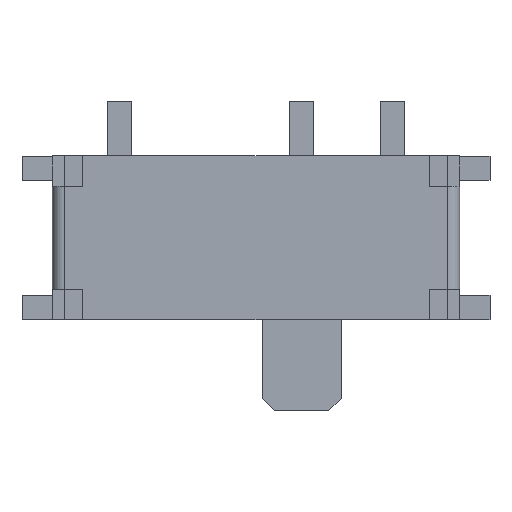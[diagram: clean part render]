
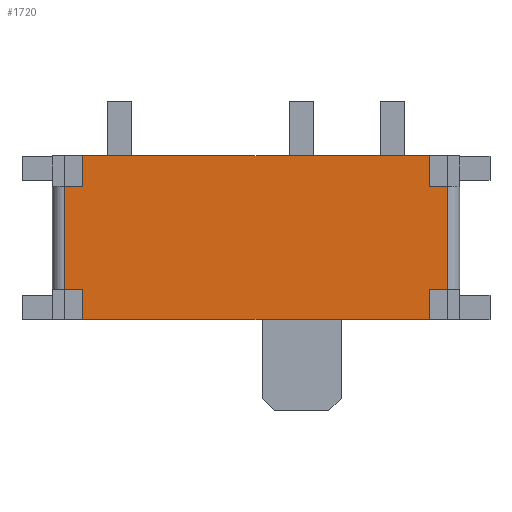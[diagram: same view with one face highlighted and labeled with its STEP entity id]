
A CAD part, top view. The second image highlights one B-rep face of the part: STEP entity #1720.
In plain terms, the highlighted planar face has unit normal (0, 0, 1).
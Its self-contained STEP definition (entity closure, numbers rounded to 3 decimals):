
#1142=CARTESIAN_POINT('',(-2.85,1.345,1.4));
#1143=VERTEX_POINT('',#1142);
#1158=CARTESIAN_POINT('',(-2.85,0.85,1.4));
#1159=VERTEX_POINT('',#1158);
#1166=CARTESIAN_POINT('',(-2.85,0.85,1.4));
#1167=DIRECTION('',(0.0,1.0,0.0));
#1168=VECTOR('',#1167,0.495);
#1169=LINE('',#1166,#1168);
#1170=EDGE_CURVE('',#1159,#1143,#1169,.T.);
#1180=CARTESIAN_POINT('',(2.85,1.345,1.4));
#1181=VERTEX_POINT('',#1180);
#1190=CARTESIAN_POINT('',(2.85,0.85,1.4));
#1191=VERTEX_POINT('',#1190);
#1192=CARTESIAN_POINT('',(2.85,0.85,1.4));
#1193=DIRECTION('',(0.0,1.0,0.0));
#1194=VECTOR('',#1193,0.495);
#1195=LINE('',#1192,#1194);
#1196=EDGE_CURVE('',#1191,#1181,#1195,.T.);
#1221=CARTESIAN_POINT('',(-2.85,1.345,1.4));
#1222=DIRECTION('',(1.0,0.0,0.0));
#1223=VECTOR('',#1222,5.7);
#1224=LINE('',#1221,#1223);
#1225=EDGE_CURVE('',#1143,#1181,#1224,.T.);
#1349=CARTESIAN_POINT('',(-3.15,0.85,1.4));
#1350=VERTEX_POINT('',#1349);
#1358=CARTESIAN_POINT('',(-2.85,0.85,1.4));
#1359=DIRECTION('',(-1.0,0.0,0.0));
#1360=VECTOR('',#1359,0.3);
#1361=LINE('',#1358,#1360);
#1362=EDGE_CURVE('',#1159,#1350,#1361,.T.);
#1437=CARTESIAN_POINT('',(3.15,0.85,1.4));
#1438=VERTEX_POINT('',#1437);
#1439=CARTESIAN_POINT('',(3.15,0.85,1.4));
#1440=DIRECTION('',(-1.0,0.0,0.0));
#1441=VECTOR('',#1440,0.3);
#1442=LINE('',#1439,#1441);
#1443=EDGE_CURVE('',#1438,#1191,#1442,.T.);
#1643=CARTESIAN_POINT('',(-3.15,-0.85,1.4));
#1644=VERTEX_POINT('',#1643);
#1652=CARTESIAN_POINT('',(-3.15,-0.85,1.4));
#1653=DIRECTION('',(0.0,1.0,0.0));
#1654=VECTOR('',#1653,1.7);
#1655=LINE('',#1652,#1654);
#1656=EDGE_CURVE('',#1644,#1350,#1655,.T.);
#1661=CARTESIAN_POINT('',(3.35,-0.85,1.4));
#1662=DIRECTION('',(0.0,0.0,1.0));
#1663=DIRECTION('',(1.0,0.0,0.0));
#1664=AXIS2_PLACEMENT_3D('',#1661,#1662,#1663);
#1665=PLANE('',#1664);
#1666=ORIENTED_EDGE('',*,*,#1656,.F.);
#1667=CARTESIAN_POINT('',(-2.85,-0.85,1.4));
#1668=VERTEX_POINT('',#1667);
#1669=CARTESIAN_POINT('',(-2.85,-0.85,1.4));
#1670=DIRECTION('',(-1.0,0.0,0.0));
#1671=VECTOR('',#1670,0.3);
#1672=LINE('',#1669,#1671);
#1673=EDGE_CURVE('',#1668,#1644,#1672,.T.);
#1674=ORIENTED_EDGE('',*,*,#1673,.F.);
#1675=CARTESIAN_POINT('',(-2.85,-1.345,1.4));
#1676=VERTEX_POINT('',#1675);
#1677=CARTESIAN_POINT('',(-2.85,-0.85,1.4));
#1678=DIRECTION('',(0.0,-1.0,0.0));
#1679=VECTOR('',#1678,0.495);
#1680=LINE('',#1677,#1679);
#1681=EDGE_CURVE('',#1668,#1676,#1680,.T.);
#1682=ORIENTED_EDGE('',*,*,#1681,.T.);
#1683=CARTESIAN_POINT('',(2.85,-1.345,1.4));
#1684=VERTEX_POINT('',#1683);
#1685=CARTESIAN_POINT('',(-2.85,-1.345,1.4));
#1686=DIRECTION('',(1.0,0.0,0.0));
#1687=VECTOR('',#1686,5.7);
#1688=LINE('',#1685,#1687);
#1689=EDGE_CURVE('',#1676,#1684,#1688,.T.);
#1690=ORIENTED_EDGE('',*,*,#1689,.T.);
#1691=CARTESIAN_POINT('',(2.85,-0.85,1.4));
#1692=VERTEX_POINT('',#1691);
#1693=CARTESIAN_POINT('',(2.85,-0.85,1.4));
#1694=DIRECTION('',(0.0,-1.0,0.0));
#1695=VECTOR('',#1694,0.495);
#1696=LINE('',#1693,#1695);
#1697=EDGE_CURVE('',#1692,#1684,#1696,.T.);
#1698=ORIENTED_EDGE('',*,*,#1697,.F.);
#1699=CARTESIAN_POINT('',(3.15,-0.85,1.4));
#1700=VERTEX_POINT('',#1699);
#1701=CARTESIAN_POINT('',(3.15,-0.85,1.4));
#1702=DIRECTION('',(-1.0,0.0,0.0));
#1703=VECTOR('',#1702,0.3);
#1704=LINE('',#1701,#1703);
#1705=EDGE_CURVE('',#1700,#1692,#1704,.T.);
#1706=ORIENTED_EDGE('',*,*,#1705,.F.);
#1707=CARTESIAN_POINT('',(3.15,0.85,1.4));
#1708=DIRECTION('',(0.0,-1.0,0.0));
#1709=VECTOR('',#1708,1.7);
#1710=LINE('',#1707,#1709);
#1711=EDGE_CURVE('',#1438,#1700,#1710,.T.);
#1712=ORIENTED_EDGE('',*,*,#1711,.F.);
#1713=ORIENTED_EDGE('',*,*,#1443,.T.);
#1714=ORIENTED_EDGE('',*,*,#1196,.T.);
#1715=ORIENTED_EDGE('',*,*,#1225,.F.);
#1716=ORIENTED_EDGE('',*,*,#1170,.F.);
#1717=ORIENTED_EDGE('',*,*,#1362,.T.);
#1718=EDGE_LOOP('',(#1666,#1674,#1682,#1690,#1698,#1706,#1712,#1713,#1714,#1715,#1716,#1717));
#1719=FACE_OUTER_BOUND('',#1718,.T.);
#1720=ADVANCED_FACE('',(#1719),#1665,.T.);
